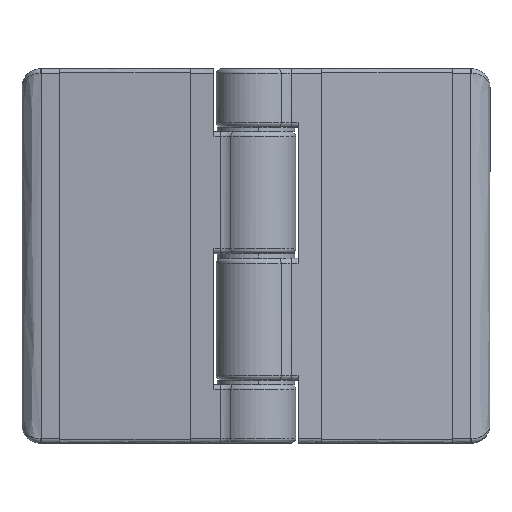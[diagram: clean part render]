
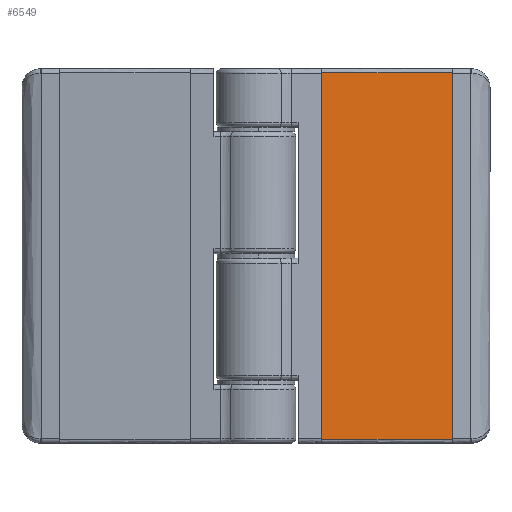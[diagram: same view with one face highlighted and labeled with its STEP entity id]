
A CAD part, front view. The second image highlights one B-rep face of the part: STEP entity #6549.
In plain terms, the highlighted free-form (B-spline) face has degree [1, 1] with [2, 2] control points.
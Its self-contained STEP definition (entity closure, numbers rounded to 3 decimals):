
#6088=CARTESIAN_POINT('',(-14.05,-5.145,79.2));
#6089=VERTEX_POINT('',#6088);
#6112=CARTESIAN_POINT('',(-41.95,-2.704,79.2));
#6113=VERTEX_POINT('',#6112);
#6127=CARTESIAN_POINT('',(-14.05,-5.145,79.2));
#6128=CARTESIAN_POINT('',(-41.95,-2.704,79.2));
#6129=QUASI_UNIFORM_CURVE('',1,(#6127,#6128),.UNSPECIFIED.,.F.,.U.);
#6130=EDGE_CURVE('',#6089,#6113,#6129,.T.);
#6149=CARTESIAN_POINT('',(-14.05,-5.145,0.8));
#6150=VERTEX_POINT('',#6149);
#6168=CARTESIAN_POINT('',(-41.95,-2.704,0.8));
#6169=VERTEX_POINT('',#6168);
#6170=CARTESIAN_POINT('',(-41.95,-2.704,0.8));
#6171=CARTESIAN_POINT('',(-14.05,-5.145,0.8));
#6172=QUASI_UNIFORM_CURVE('',1,(#6170,#6171),.UNSPECIFIED.,.F.,.U.);
#6173=EDGE_CURVE('',#6169,#6150,#6172,.T.);
#6530=CARTESIAN_POINT('',(-43.344,-2.582,-3.116));
#6531=CARTESIAN_POINT('',(-12.656,-5.267,-3.116));
#6532=CARTESIAN_POINT('',(-43.344,-2.582,83.116));
#6533=CARTESIAN_POINT('',(-12.656,-5.267,83.116));
#6534=B_SPLINE_SURFACE_WITH_KNOTS('',1,1,((#6530,#6532),(#6531,#6533)),.UNSPECIFIED.,.F.,.F.,.U.,(2,2),(2,2),(0.0,30.804),(0.0,86.232),.UNSPECIFIED.);
#6535=CARTESIAN_POINT('',(-41.95,-2.704,79.2));
#6536=CARTESIAN_POINT('',(-41.95,-2.704,0.8));
#6537=QUASI_UNIFORM_CURVE('',1,(#6535,#6536),.UNSPECIFIED.,.F.,.U.);
#6538=EDGE_CURVE('',#6113,#6169,#6537,.T.);
#6539=ORIENTED_EDGE('',*,*,#6538,.T.);
#6540=ORIENTED_EDGE('',*,*,#6173,.T.);
#6541=CARTESIAN_POINT('',(-14.05,-5.145,79.2));
#6542=CARTESIAN_POINT('',(-14.05,-5.145,0.8));
#6543=QUASI_UNIFORM_CURVE('',1,(#6541,#6542),.UNSPECIFIED.,.F.,.U.);
#6544=EDGE_CURVE('',#6089,#6150,#6543,.T.);
#6545=ORIENTED_EDGE('',*,*,#6544,.F.);
#6546=ORIENTED_EDGE('',*,*,#6130,.T.);
#6547=EDGE_LOOP('',(#6539,#6540,#6545,#6546));
#6548=FACE_OUTER_BOUND('',#6547,.T.);
#6549=ADVANCED_FACE('',(#6548),#6534,.T.);
